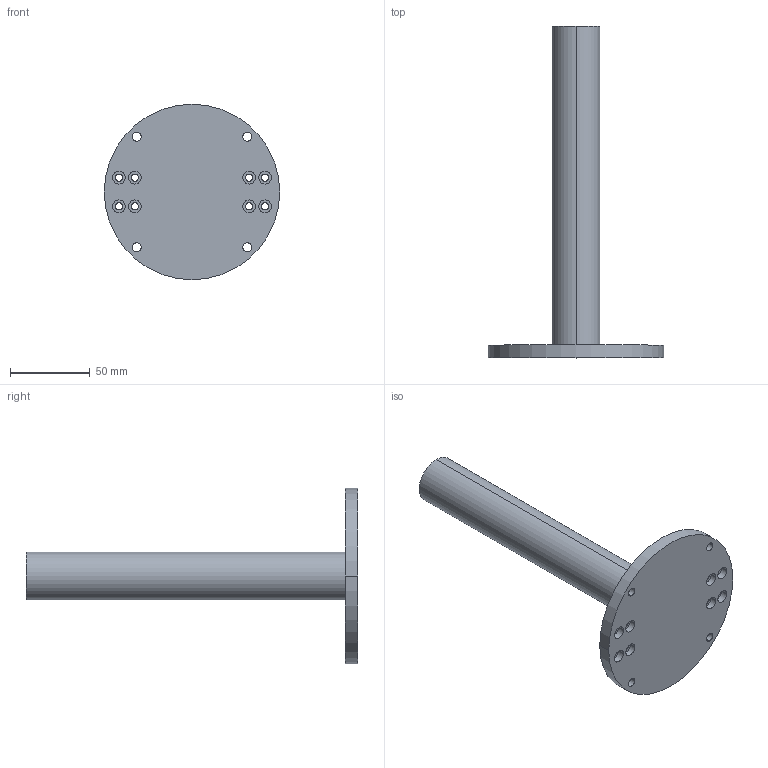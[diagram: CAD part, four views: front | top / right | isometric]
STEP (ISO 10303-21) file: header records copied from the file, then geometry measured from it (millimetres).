
FILE_DESCRIPTION (( 'STEP AP214' ), '1' );
FILE_NAME ('_0001.STEP', '2024-10-14T10:47:21', ( '' ), ( '' ), 'SwSTEP 2.0', 'SolidWorks 2024', '' );
FILE_SCHEMA (( 'AUTOMOTIVE_DESIGN' ));
Length unit declared in the file: millimetre
Products named in the file (1): _0001
Bounding box: 110 x 208 x 110 mm (x, y, z)
Volume: 179108.9 mm3; surface area: 51432.6 mm2
Topology: 1 solids, 1 shells, 58 faces, 138 edges, 92 vertices
Faces by surface type: cylinder 46, plane 12
Entity records: 1805 total; most frequent: DIRECTION 348, CARTESIAN_POINT 289, ORIENTED_EDGE 276, AXIS2_PLACEMENT_3D 151, EDGE_CURVE 138, EDGE_LOOP 92, CIRCLE 92, VERTEX_POINT 92
